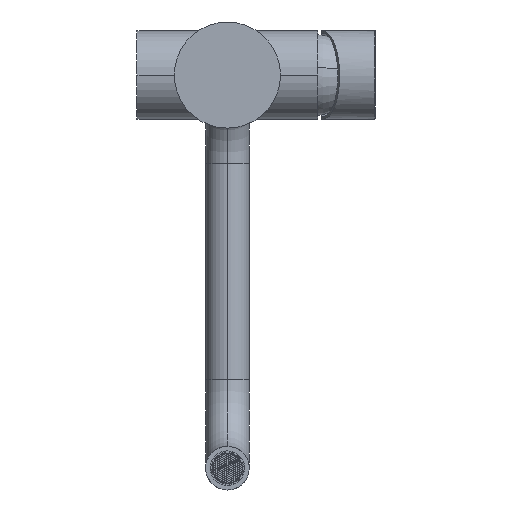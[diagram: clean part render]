
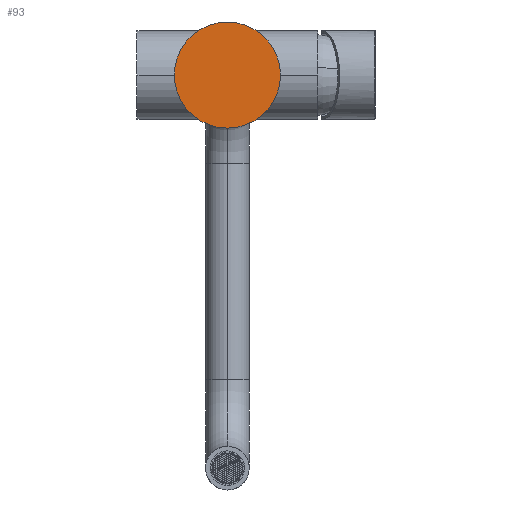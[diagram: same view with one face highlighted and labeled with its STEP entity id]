
A CAD part, front view. The second image highlights one B-rep face of the part: STEP entity #93.
In plain terms, the highlighted planar face has unit normal (0, -1, 0).
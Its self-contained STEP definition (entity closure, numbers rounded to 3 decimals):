
#93 = ADVANCED_FACE ( 'NONE', ( #13733 ), #44678, .F. ) ;
#3791 = CARTESIAN_POINT ( 'NONE',  ( 0., -4., 0. ) ) ;
#3854 = EDGE_CURVE ( 'NONE', #61586, #46354, #16787, .T. ) ;
#6526 = ORIENTED_EDGE ( 'NONE', *, *, #3854, .F. ) ;
#8279 = DIRECTION ( 'NONE',  ( 0., 1., 0. ) ) ;
#9079 = DIRECTION ( 'NONE',  ( 1., 0., 0. ) ) ;
#12022 = CARTESIAN_POINT ( 'NONE',  ( -27., -4., 0. ) ) ;
#13733 = FACE_OUTER_BOUND ( 'NONE', #19770, .T. ) ;
#16787 = CIRCLE ( 'NONE', #33329, 27. ) ;
#19770 = EDGE_LOOP ( 'NONE', ( #6526, #38510 ) ) ;
#23144 = DIRECTION ( 'NONE',  ( 0., 1., 0. ) ) ;
#23442 = EDGE_CURVE ( 'NONE', #46354, #61586, #27905, .T. ) ;
#27905 = CIRCLE ( 'NONE', #32730, 27. ) ;
#28607 = AXIS2_PLACEMENT_3D ( 'NONE', #39685, #8279, #44919 ) ;
#32730 = AXIS2_PLACEMENT_3D ( 'NONE', #54550, #23144, #59856 ) ;
#33329 = AXIS2_PLACEMENT_3D ( 'NONE', #3791, #40465, #9079 ) ;
#38510 = ORIENTED_EDGE ( 'NONE', *, *, #23442, .F. ) ;
#39685 = CARTESIAN_POINT ( 'NONE',  ( 0., -4., 0. ) ) ;
#40465 = DIRECTION ( 'NONE',  ( 0., 1., 0. ) ) ;
#44678 = PLANE ( 'NONE',  #28607 ) ;
#44919 = DIRECTION ( 'NONE',  ( 1., 0., 0. ) ) ;
#46354 = VERTEX_POINT ( 'NONE', #67424 ) ;
#54550 = CARTESIAN_POINT ( 'NONE',  ( 0., -4., 0. ) ) ;
#59856 = DIRECTION ( 'NONE',  ( 1., 0., 0. ) ) ;
#61586 = VERTEX_POINT ( 'NONE', #12022 ) ;
#67424 = CARTESIAN_POINT ( 'NONE',  ( 27., -4., 0. ) ) ;
